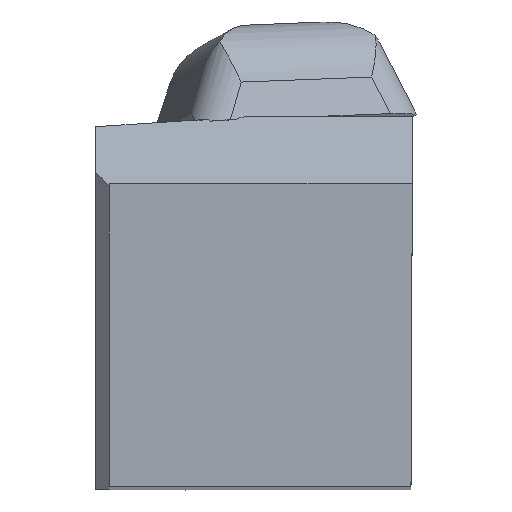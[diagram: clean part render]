
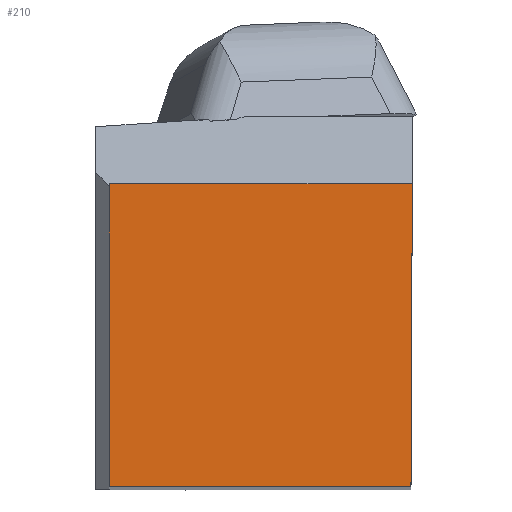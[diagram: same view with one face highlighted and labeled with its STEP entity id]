
A CAD part, top view. The second image highlights one B-rep face of the part: STEP entity #210.
In plain terms, the highlighted planar face has unit normal (0, 0, 1).
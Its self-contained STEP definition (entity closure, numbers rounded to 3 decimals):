
#144=FACE_OUTER_BOUND('',#613,.T.);
#210=ADVANCED_FACE('BLANK_BOXF006',(#144),#270,.F.);
#270=PLANE('',#1463);
#328=LINE('',#2031,#465);
#358=LINE('',#2112,#495);
#359=LINE('',#2115,#496);
#360=LINE('',#2116,#497);
#465=VECTOR('',#1607,1.);
#495=VECTOR('',#1675,1.);
#496=VECTOR('',#1676,1.);
#497=VECTOR('',#1677,1.);
#613=EDGE_LOOP('',(#769,#770,#771,#772));
#769=ORIENTED_EDGE('',*,*,#1218,.F.);
#770=ORIENTED_EDGE('',*,*,#1219,.F.);
#771=ORIENTED_EDGE('',*,*,#1178,.F.);
#772=ORIENTED_EDGE('',*,*,#1220,.F.);
#1049=VERTEX_POINT('',#2030);
#1050=VERTEX_POINT('',#2032);
#1082=VERTEX_POINT('',#2113);
#1083=VERTEX_POINT('',#2114);
#1178=EDGE_CURVE('',#1049,#1050,#328,.T.);
#1218=EDGE_CURVE('',#1082,#1083,#358,.T.);
#1219=EDGE_CURVE('',#1050,#1082,#359,.T.);
#1220=EDGE_CURVE('',#1083,#1049,#360,.T.);
#1463=AXIS2_PLACEMENT_3D('',#2117,#1678,#1679);
#1607=DIRECTION('',(-0.004,-1.,0.));
#1675=DIRECTION('',(0.,1.,0.));
#1676=DIRECTION('',(-1.,0.,0.));
#1677=DIRECTION('',(1.,0.,0.));
#1678=DIRECTION('',(0.,0.,-1.));
#1679=DIRECTION('',(-1.,0.,0.));
#2030=CARTESIAN_POINT('',(0.,19.875,0.));
#2031=CARTESIAN_POINT('',(0.517,138.349,0.));
#2032=CARTESIAN_POINT('',(-0.087,0.,0.));
#2112=CARTESIAN_POINT('',(-19.875,-138.35,0.));
#2113=CARTESIAN_POINT('',(-19.875,0.,0.));
#2114=CARTESIAN_POINT('',(-19.875,19.875,0.));
#2115=CARTESIAN_POINT('',(138.35,0.,0.));
#2116=CARTESIAN_POINT('',(-138.35,19.875,0.));
#2117=CARTESIAN_POINT('',(-29.35,-5.,0.));
